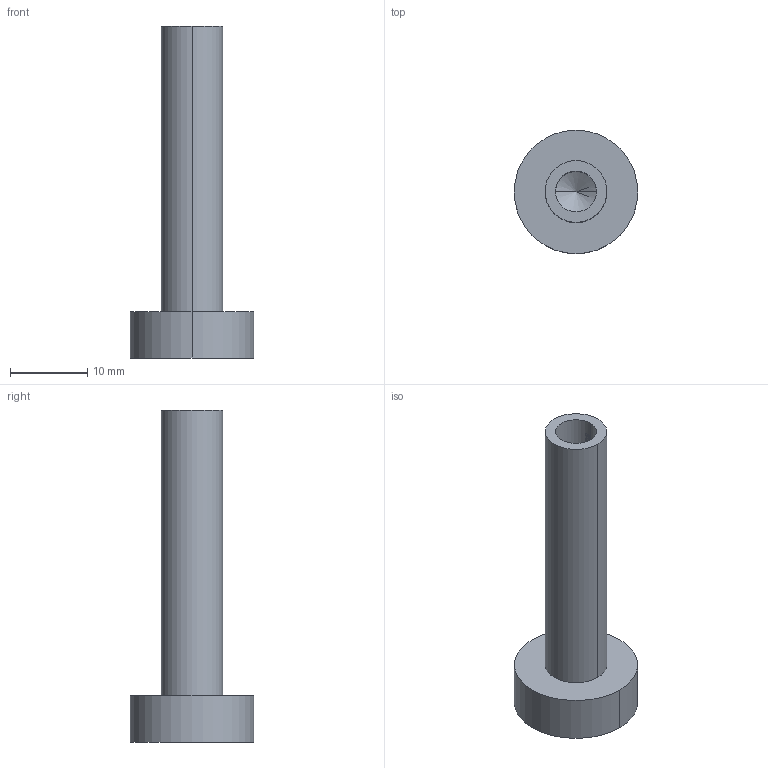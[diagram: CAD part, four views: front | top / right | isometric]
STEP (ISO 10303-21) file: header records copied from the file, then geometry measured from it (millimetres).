
FILE_DESCRIPTION (( 'STEP AP203' ), '1' );
FILE_NAME ('101100505.STEP', '2018-03-14T13:27:14', ( '' ), ( '' ), 'SwSTEP 2.0', 'SolidWorks 2015', '' );
FILE_SCHEMA (( 'CONFIG_CONTROL_DESIGN' ));
Length unit declared in the file: millimetre
Products named in the file (1): 101100505
Bounding box: 16 x 16 x 43 mm (x, y, z)
Volume: 2326.2 mm3; surface area: 2192.6 mm2
Topology: 1 solids, 1 shells, 234 faces, 642 edges, 417 vertices
Faces by surface type: bspline 100, plane 87, cylinder 45, cone 2
Entity records: 11703 total; most frequent: CARTESIAN_POINT 6438, ORIENTED_EDGE 1280, DIRECTION 746, EDGE_CURVE 640, VERTEX_POINT 417, LINE 300, VECTOR 300, EDGE_LOOP 243
